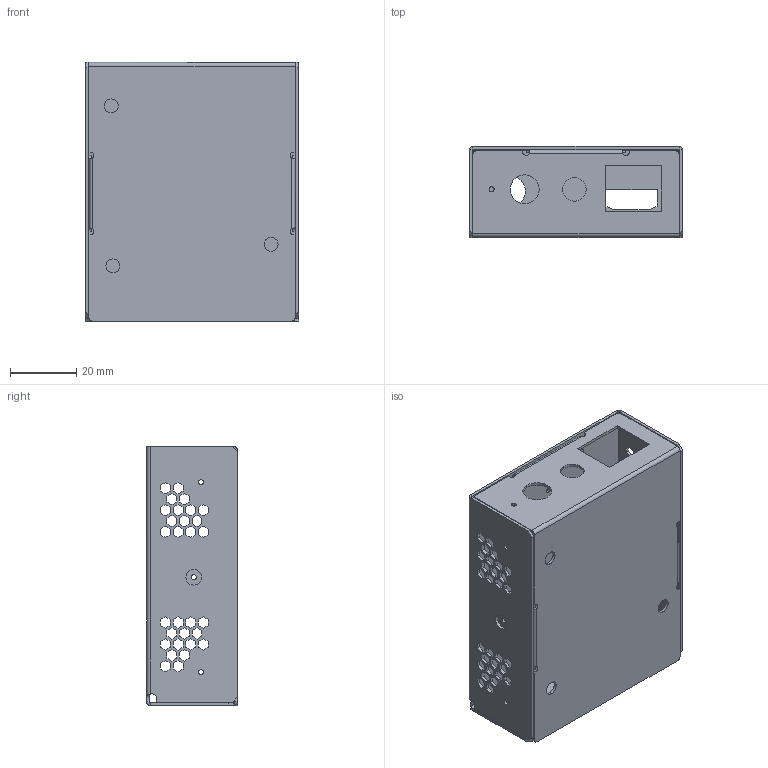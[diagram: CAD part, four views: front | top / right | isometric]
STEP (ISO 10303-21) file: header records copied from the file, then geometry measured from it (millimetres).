
FILE_DESCRIPTION (( 'STEP AP214' ), '1' );
FILE_NAME ('ST-C6HD-DA-HDBT-L.STEP', '2015-05-20T18:38:32', ( 'test' ), ( '' ), 'SwSTEP 2.0', 'SolidWorks 2011', '' );
FILE_SCHEMA (( 'AUTOMOTIVE_DESIGN' ));
Length unit declared in the file: millimetre
Products named in the file (3): MP4482; MP4481; ST-C6HD-DA-HDBT-L
Assembly tree (2 placements, depth 2):
  ST-C6HD-DA-HDBT-L
    MP4482
    MP4481
Bounding box: 64.41 x 27.43 x 78.18 mm (x, y, z)
Volume: 14854.8 mm3; surface area: 35969 mm2
Topology: 2 solids, 2 shells, 544 faces, 1564 edges, 1024 vertices
Faces by surface type: plane 456, cylinder 78, bspline 10
Entity records: 18184 total; most frequent: CARTESIAN_POINT 3509, ORIENTED_EDGE 3128, DIRECTION 2742, EDGE_CURVE 1564, LINE 1376, VECTOR 1376, VERTEX_POINT 1024, EDGE_LOOP 702
